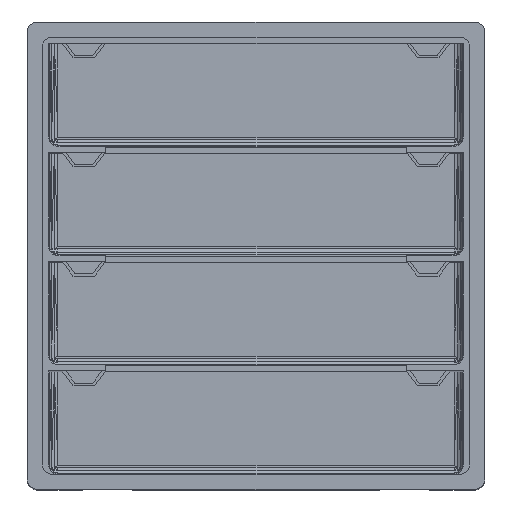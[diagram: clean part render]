
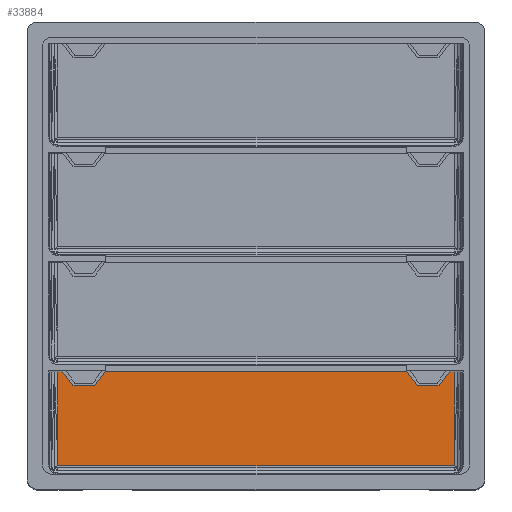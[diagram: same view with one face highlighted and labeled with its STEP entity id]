
A CAD part, top view. The second image highlights one B-rep face of the part: STEP entity #33884.
In plain terms, the highlighted planar face has unit normal (0, 0, 1).
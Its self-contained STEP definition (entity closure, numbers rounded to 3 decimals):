
#126 = PLANE('',#127);
#127 = AXIS2_PLACEMENT_3D('',#128,#129,#130);
#128 = CARTESIAN_POINT('',(0.,18.9,27.925));
#129 = DIRECTION('',(0.,-1.,0.));
#130 = DIRECTION('',(0.,0.,-1.));
#1311 = VERTEX_POINT('',#1312);
#1312 = CARTESIAN_POINT('',(-31.63,18.9,1.));
#1326 = PLANE('',#1327);
#1327 = AXIS2_PLACEMENT_3D('',#1328,#1329,#1330);
#1328 = CARTESIAN_POINT('',(-31.776,11.543,
    1.029));
#1329 = DIRECTION('',(0.195,0.,0.981
    ));
#1330 = DIRECTION('',(0.981,0.,
    -0.195));
#1338 = EDGE_CURVE('',#1339,#1311,#1341,.T.);
#1339 = VERTEX_POINT('',#1340);
#1340 = CARTESIAN_POINT('',(31.63,18.9,1.));
#1341 = SURFACE_CURVE('',#1342,(#1346,#1353),.PCURVE_S1.);
#1342 = LINE('',#1343,#1344);
#1343 = CARTESIAN_POINT('',(31.63,18.9,1.));
#1344 = VECTOR('',#1345,1.);
#1345 = DIRECTION('',(-1.,0.,0.));
#1346 = PCURVE('',#126,#1347);
#1347 = DEFINITIONAL_REPRESENTATION('',(#1348),#1352);
#1348 = LINE('',#1349,#1350);
#1349 = CARTESIAN_POINT('',(26.925,31.63));
#1350 = VECTOR('',#1351,1.);
#1351 = DIRECTION('',(0.,-1.));
#1352 = ( GEOMETRIC_REPRESENTATION_CONTEXT(2) 
PARAMETRIC_REPRESENTATION_CONTEXT() REPRESENTATION_CONTEXT('2D SPACE',''
  ) );
#1353 = PCURVE('',#1354,#1359);
#1354 = PLANE('',#1355);
#1355 = AXIS2_PLACEMENT_3D('',#1356,#1357,#1358);
#1356 = CARTESIAN_POINT('',(0.,11.4,1.));
#1357 = DIRECTION('',(0.,0.,1.));
#1358 = DIRECTION('',(1.,0.,0.));
#1359 = DEFINITIONAL_REPRESENTATION('',(#1360),#1364);
#1360 = LINE('',#1361,#1362);
#1361 = CARTESIAN_POINT('',(31.63,7.5));
#1362 = VECTOR('',#1363,1.);
#1363 = DIRECTION('',(-1.,0.));
#1364 = ( GEOMETRIC_REPRESENTATION_CONTEXT(2) 
PARAMETRIC_REPRESENTATION_CONTEXT() REPRESENTATION_CONTEXT('2D SPACE',''
  ) );
#1382 = PLANE('',#1383);
#1383 = AXIS2_PLACEMENT_3D('',#1384,#1385,#1386);
#1384 = CARTESIAN_POINT('',(31.776,11.543,
    1.029));
#1385 = DIRECTION('',(-0.195,0.,
    0.981));
#1386 = DIRECTION('',(0.981,0.,0.195));
#6339 = VERTEX_POINT('',#6340);
#6340 = CARTESIAN_POINT('',(-31.63,3.9,1.));
#6532 = PLANE('',#6533);
#6533 = AXIS2_PLACEMENT_3D('',#6534,#6535,#6536);
#6534 = CARTESIAN_POINT('',(0.,3.754,1.014));
#6535 = DIRECTION('',(0.,0.098,0.995));
#6536 = DIRECTION('',(0.,0.995,-0.098));
#7179 = EDGE_CURVE('',#1311,#6339,#7180,.T.);
#7180 = SURFACE_CURVE('',#7181,(#7185,#7192),.PCURVE_S1.);
#7181 = LINE('',#7182,#7183);
#7182 = CARTESIAN_POINT('',(-31.63,18.9,1.));
#7183 = VECTOR('',#7184,1.);
#7184 = DIRECTION('',(0.,-1.,0.));
#7185 = PCURVE('',#1326,#7186);
#7186 = DEFINITIONAL_REPRESENTATION('',(#7187),#7191);
#7187 = LINE('',#7188,#7189);
#7188 = CARTESIAN_POINT('',(0.149,7.357));
#7189 = VECTOR('',#7190,1.);
#7190 = DIRECTION('',(0.,-1.));
#7191 = ( GEOMETRIC_REPRESENTATION_CONTEXT(2) 
PARAMETRIC_REPRESENTATION_CONTEXT() REPRESENTATION_CONTEXT('2D SPACE',''
  ) );
#7192 = PCURVE('',#1354,#7193);
#7193 = DEFINITIONAL_REPRESENTATION('',(#7194),#7198);
#7194 = LINE('',#7195,#7196);
#7195 = CARTESIAN_POINT('',(-31.63,7.5));
#7196 = VECTOR('',#7197,1.);
#7197 = DIRECTION('',(0.,-1.));
#7198 = ( GEOMETRIC_REPRESENTATION_CONTEXT(2) 
PARAMETRIC_REPRESENTATION_CONTEXT() REPRESENTATION_CONTEXT('2D SPACE',''
  ) );
#11018 = VERTEX_POINT('',#11019);
#11019 = CARTESIAN_POINT('',(31.63,3.9,1.));
#33762 = EDGE_CURVE('',#11018,#1339,#33763,.T.);
#33763 = SURFACE_CURVE('',#33764,(#33768,#33775),.PCURVE_S1.);
#33764 = LINE('',#33765,#33766);
#33765 = CARTESIAN_POINT('',(31.63,3.9,1.));
#33766 = VECTOR('',#33767,1.);
#33767 = DIRECTION('',(0.,1.,0.));
#33768 = PCURVE('',#1382,#33769);
#33769 = DEFINITIONAL_REPRESENTATION('',(#33770),#33774);
#33770 = LINE('',#33771,#33772);
#33771 = CARTESIAN_POINT('',(-0.149,-7.643));
#33772 = VECTOR('',#33773,1.);
#33773 = DIRECTION('',(0.,1.));
#33774 = ( GEOMETRIC_REPRESENTATION_CONTEXT(2) 
PARAMETRIC_REPRESENTATION_CONTEXT() REPRESENTATION_CONTEXT('2D SPACE',''
  ) );
#33775 = PCURVE('',#1354,#33776);
#33776 = DEFINITIONAL_REPRESENTATION('',(#33777),#33781);
#33777 = LINE('',#33778,#33779);
#33778 = CARTESIAN_POINT('',(31.63,-7.5));
#33779 = VECTOR('',#33780,1.);
#33780 = DIRECTION('',(0.,1.));
#33781 = ( GEOMETRIC_REPRESENTATION_CONTEXT(2) 
PARAMETRIC_REPRESENTATION_CONTEXT() REPRESENTATION_CONTEXT('2D SPACE',''
  ) );
#33884 = ADVANCED_FACE('',(#33885),#1354,.T.);
#33885 = FACE_BOUND('',#33886,.T.);
#33886 = EDGE_LOOP('',(#33887,#33888,#33889,#33890));
#33887 = ORIENTED_EDGE('',*,*,#33762,.T.);
#33888 = ORIENTED_EDGE('',*,*,#1338,.T.);
#33889 = ORIENTED_EDGE('',*,*,#7179,.T.);
#33890 = ORIENTED_EDGE('',*,*,#33891,.T.);
#33891 = EDGE_CURVE('',#6339,#11018,#33892,.T.);
#33892 = SURFACE_CURVE('',#33893,(#33897,#33904),.PCURVE_S1.);
#33893 = LINE('',#33894,#33895);
#33894 = CARTESIAN_POINT('',(-31.63,3.9,1.));
#33895 = VECTOR('',#33896,1.);
#33896 = DIRECTION('',(1.,0.,0.));
#33897 = PCURVE('',#1354,#33898);
#33898 = DEFINITIONAL_REPRESENTATION('',(#33899),#33903);
#33899 = LINE('',#33900,#33901);
#33900 = CARTESIAN_POINT('',(-31.63,-7.5));
#33901 = VECTOR('',#33902,1.);
#33902 = DIRECTION('',(1.,0.));
#33903 = ( GEOMETRIC_REPRESENTATION_CONTEXT(2) 
PARAMETRIC_REPRESENTATION_CONTEXT() REPRESENTATION_CONTEXT('2D SPACE',''
  ) );
#33904 = PCURVE('',#6532,#33905);
#33905 = DEFINITIONAL_REPRESENTATION('',(#33906),#33910);
#33906 = LINE('',#33907,#33908);
#33907 = CARTESIAN_POINT('',(0.147,31.63));
#33908 = VECTOR('',#33909,1.);
#33909 = DIRECTION('',(0.,-1.));
#33910 = ( GEOMETRIC_REPRESENTATION_CONTEXT(2) 
PARAMETRIC_REPRESENTATION_CONTEXT() REPRESENTATION_CONTEXT('2D SPACE',''
  ) );
